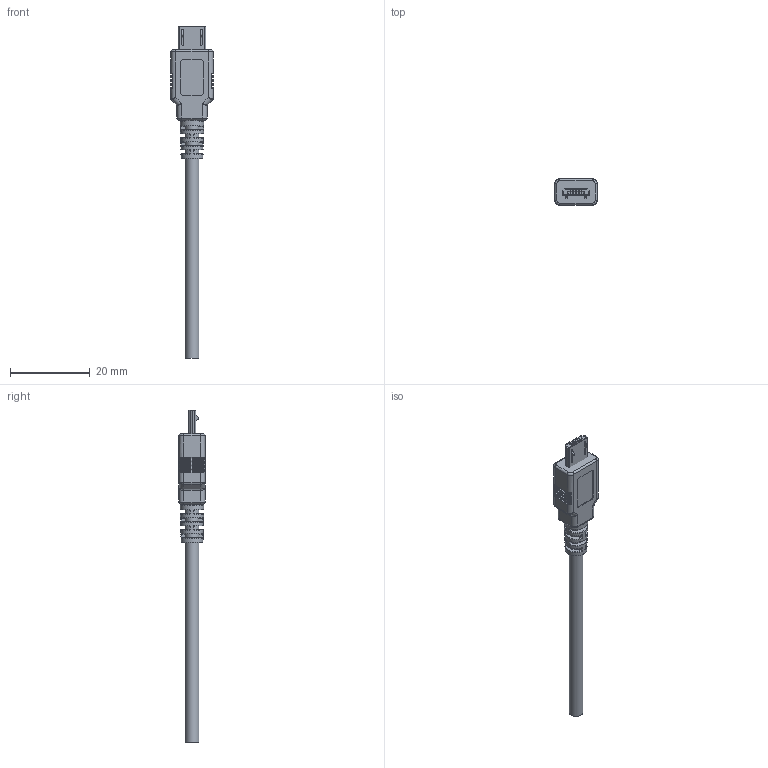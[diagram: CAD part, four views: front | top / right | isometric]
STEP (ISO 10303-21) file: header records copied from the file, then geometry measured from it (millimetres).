
FILE_DESCRIPTION(/* description */ (''),/* implementation_level */ '2;1');
FILE_NAME(/* name */ 'Micro USB Plug.step',/* time_stamp */ '2019-04-03T23:46:08+02:00',/* author */ ('LukasTreibenreif'),/* organization */ (''),/* preprocessor_version */ 'ST-DEVELOPER v17.2',/* originating_system */ 'Autodesk Translation Framework v7.6.0.251',/* authorisation */ '');
FILE_SCHEMA (('AUTOMOTIVE_DESIGN { 1 0 10303 214 3 1 1 }'));
Length unit declared in the file: millimetre
Products named in the file (3): Micro_USB_Plug; Cable; Micro_USB_Plug_Connector
Assembly tree (2 placements, depth 2):
  Micro_USB_Plug
    Cable
    Micro_USB_Plug_Connector
Bounding box: 10.6 x 6.6 x 83.5 mm (x, y, z)
Volume: 1832.7 mm3; surface area: 2130.1 mm2
Topology: 11 solids, 11 shells, 595 faces, 1517 edges, 938 vertices
Faces by surface type: plane 265, cylinder 180, bspline 90, torus 59, cone 1
Full cylindrical faces by diameter (mm): 3.5 x2
Entity records: 20470 total; most frequent: CARTESIAN_POINT 6282, ORIENTED_EDGE 3018, DIRECTION 2834, EDGE_CURVE 1509, AXIS2_PLACEMENT_3D 1012, VERTEX_POINT 938, LINE 810, VECTOR 810
